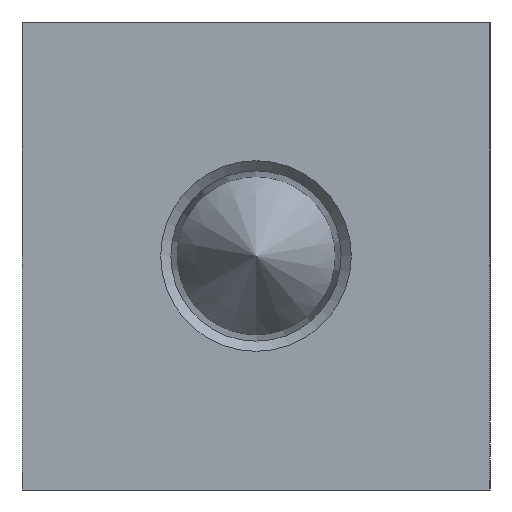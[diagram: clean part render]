
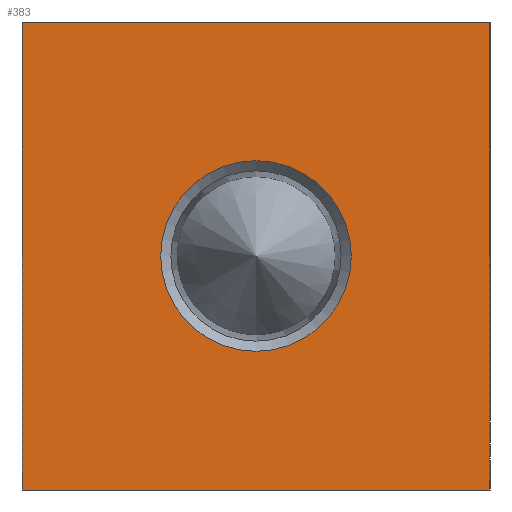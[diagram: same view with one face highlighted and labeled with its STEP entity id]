
A CAD part, left-side view. The second image highlights one B-rep face of the part: STEP entity #383.
In plain terms, the highlighted planar face has unit normal (-1, 0, 0).
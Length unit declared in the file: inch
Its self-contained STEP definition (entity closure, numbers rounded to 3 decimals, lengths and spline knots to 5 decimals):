
#383 = ADVANCED_FACE( '', ( #803, #804 ), #805, .F. );
#803 = FACE_BOUND( '', #1239, .T. );
#804 = FACE_OUTER_BOUND( '', #1240, .T. );
#805 = PLANE( '', #1241 );
#1239 = EDGE_LOOP( '', ( #2364 ) );
#1240 = EDGE_LOOP( '', ( #2365, #2366, #2367, #2368 ) );
#1241 = AXIS2_PLACEMENT_3D( '', #2369, #2370, #2371 );
#2364 = ORIENTED_EDGE( '', *, *, #2551, .T. );
#2365 = ORIENTED_EDGE( '', *, *, #2776, .F. );
#2366 = ORIENTED_EDGE( '', *, *, #2574, .F. );
#2367 = ORIENTED_EDGE( '', *, *, #2610, .F. );
#2368 = ORIENTED_EDGE( '', *, *, #2949, .F. );
#2369 = CARTESIAN_POINT( '', ( 0., 0., 0. ) );
#2370 = DIRECTION( '', ( 1., 0., 0. ) );
#2371 = DIRECTION( '', ( 0., 0., -1. ) );
#2551 = EDGE_CURVE( '', #3061, #3061, #3062, .T. );
#2574 = EDGE_CURVE( '', #3101, #3102, #3103, .T. );
#2610 = EDGE_CURVE( '', #3165, #3101, #3166, .T. );
#2776 = EDGE_CURVE( '', #3102, #3429, #3430, .T. );
#2949 = EDGE_CURVE( '', #3429, #3165, #3645, .T. );
#3061 = VERTEX_POINT( '', #3791 );
#3062 = CIRCLE( '', #3792, 0.35625 );
#3101 = VERTEX_POINT( '', #3844 );
#3102 = VERTEX_POINT( '', #3845 );
#3103 = LINE( '', #3846, #3847 );
#3165 = VERTEX_POINT( '', #3933 );
#3166 = LINE( '', #3934, #3935 );
#3429 = VERTEX_POINT( '', #4288 );
#3430 = LINE( '', #4289, #4290 );
#3645 = LINE( '', #4584, #4585 );
#3791 = CARTESIAN_POINT( '', ( 0., 0.875, 0.51875 ) );
#3792 = AXIS2_PLACEMENT_3D( '', #4663, #4664, #4665 );
#3844 = CARTESIAN_POINT( '', ( 0., 0., 0. ) );
#3845 = CARTESIAN_POINT( '', ( 0., 1.75, 0. ) );
#3846 = CARTESIAN_POINT( '', ( 0., 0., 0. ) );
#3847 = VECTOR( '', #4691, 39.37008 );
#3933 = CARTESIAN_POINT( '', ( 0., 0., 1.75 ) );
#3934 = CARTESIAN_POINT( '', ( 0., 0., 1.75 ) );
#3935 = VECTOR( '', #4728, 39.37008 );
#4288 = CARTESIAN_POINT( '', ( 0., 1.75, 1.75 ) );
#4289 = CARTESIAN_POINT( '', ( 0., 1.75, 0. ) );
#4290 = VECTOR( '', #4957, 39.37008 );
#4584 = CARTESIAN_POINT( '', ( 0., 1.75, 1.75 ) );
#4585 = VECTOR( '', #5121, 39.37008 );
#4663 = CARTESIAN_POINT( '', ( 0., 0.875, 0.875 ) );
#4664 = DIRECTION( '', ( 1., 0., 0. ) );
#4665 = DIRECTION( '', ( 0., 0., -1. ) );
#4691 = DIRECTION( '', ( 0., 1., 0. ) );
#4728 = DIRECTION( '', ( 0., 0., -1. ) );
#4957 = DIRECTION( '', ( 0., 0., 1. ) );
#5121 = DIRECTION( '', ( 0., -1., 0. ) );
